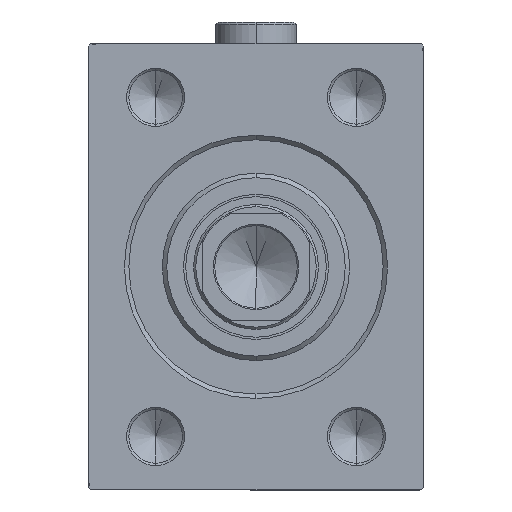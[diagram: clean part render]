
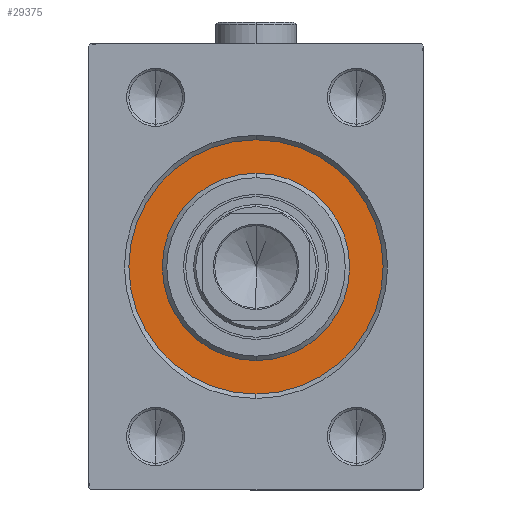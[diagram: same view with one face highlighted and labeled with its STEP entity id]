
A CAD part, left-side view. The second image highlights one B-rep face of the part: STEP entity #29375.
In plain terms, the highlighted face is planar.
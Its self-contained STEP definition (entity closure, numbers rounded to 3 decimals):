
#2059 = AXIS2_PLACEMENT_3D ( 'NONE', #20023, #26722, #8919 ) ;
#2632 = EDGE_CURVE ( 'NONE', #11268, #18361, #33473, .T. ) ;
#4274 = DIRECTION ( 'NONE',  ( 0., 0., -1. ) ) ;
#4930 = CARTESIAN_POINT ( 'NONE',  ( 0., 0., 0. ) ) ;
#6788 = EDGE_LOOP ( 'NONE', ( #18187, #10604 ) ) ;
#6837 = CIRCLE ( 'NONE', #16442, 28.5 ) ;
#6940 = DIRECTION ( 'NONE',  ( 1., 0., 0. ) ) ;
#6963 = DIRECTION ( 'NONE',  ( -1., 0., 0. ) ) ;
#7088 = ORIENTED_EDGE ( 'NONE', *, *, #21811, .F. ) ;
#7639 = DIRECTION ( 'NONE',  ( 0., 0., 1. ) ) ;
#8919 = DIRECTION ( 'NONE',  ( 0., 0., 1. ) ) ;
#10436 = CARTESIAN_POINT ( 'NONE',  ( 0., 0., 0. ) ) ;
#10604 = ORIENTED_EDGE ( 'NONE', *, *, #44479, .F. ) ;
#11268 = VERTEX_POINT ( 'NONE', #27736 ) ;
#11322 = AXIS2_PLACEMENT_3D ( 'NONE', #25311, #43103, #4274 ) ;
#13973 = ORIENTED_EDGE ( 'NONE', *, *, #42320, .F. ) ;
#15805 = AXIS2_PLACEMENT_3D ( 'NONE', #4930, #33137, #29662 ) ;
#16442 = AXIS2_PLACEMENT_3D ( 'NONE', #10436, #6963, #7639 ) ;
#18187 = ORIENTED_EDGE ( 'NONE', *, *, #2632, .F. ) ;
#18361 = VERTEX_POINT ( 'NONE', #32177 ) ;
#18799 = FACE_OUTER_BOUND ( 'NONE', #18833, .T. ) ;
#18833 = EDGE_LOOP ( 'NONE', ( #7088, #13973 ) ) ;
#20023 = CARTESIAN_POINT ( 'NONE',  ( 0., 0., 0. ) ) ;
#20826 = DIRECTION ( 'NONE',  ( 0., 0., -1. ) ) ;
#21811 = EDGE_CURVE ( 'NONE', #29367, #23283, #6837, .T. ) ;
#23283 = VERTEX_POINT ( 'NONE', #25377 ) ;
#25311 = CARTESIAN_POINT ( 'NONE',  ( 0., 0., 0. ) ) ;
#25377 = CARTESIAN_POINT ( 'NONE',  ( 0., 0., 28.5 ) ) ;
#25968 = FACE_BOUND ( 'NONE', #6788, .T. ) ;
#26722 = DIRECTION ( 'NONE',  ( -1., 0., 0. ) ) ;
#27736 = CARTESIAN_POINT ( 'NONE',  ( 0., 0., 21. ) ) ;
#29367 = VERTEX_POINT ( 'NONE', #36369 ) ;
#29375 = ADVANCED_FACE ( 'NONE', ( #25968, #18799 ), #32901, .F. ) ;
#29662 = DIRECTION ( 'NONE',  ( 0., 0., 1. ) ) ;
#31220 = CARTESIAN_POINT ( 'NONE',  ( 0., 0., 0. ) ) ;
#32177 = CARTESIAN_POINT ( 'NONE',  ( 0., 0., -21. ) ) ;
#32901 = PLANE ( 'NONE',  #15805 ) ;
#33137 = DIRECTION ( 'NONE',  ( -1., 0., 0. ) ) ;
#33473 = CIRCLE ( 'NONE', #11322, 21. ) ;
#33839 = AXIS2_PLACEMENT_3D ( 'NONE', #31220, #6940, #20826 ) ;
#36369 = CARTESIAN_POINT ( 'NONE',  ( 0., 0., -28.5 ) ) ;
#38258 = CIRCLE ( 'NONE', #33839, 21. ) ;
#42320 = EDGE_CURVE ( 'NONE', #23283, #29367, #44859, .T. ) ;
#43103 = DIRECTION ( 'NONE',  ( 1., 0., 0. ) ) ;
#44479 = EDGE_CURVE ( 'NONE', #18361, #11268, #38258, .T. ) ;
#44859 = CIRCLE ( 'NONE', #2059, 28.5 ) ;
